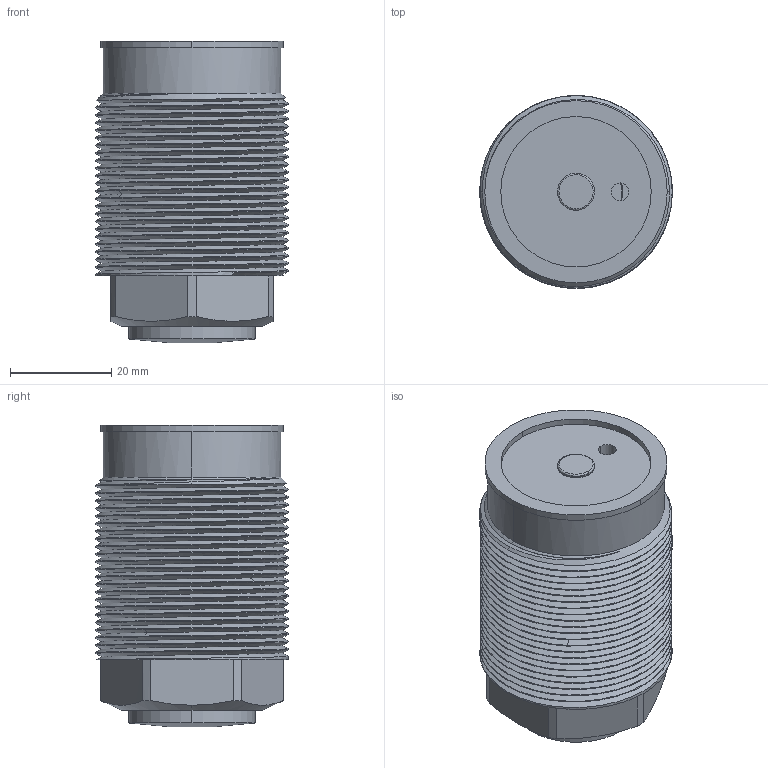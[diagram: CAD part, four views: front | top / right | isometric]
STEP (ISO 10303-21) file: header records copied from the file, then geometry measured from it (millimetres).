
FILE_DESCRIPTION (( 'STEP AP203' ), '1' );
FILE_NAME ('ctc-25a_asm.STEP', '2018-08-14T00:35:20', ( '' ), ( '' ), 'SwSTEP 2.0', 'SolidWorks 2015', '' );
FILE_SCHEMA (( 'CONFIG_CONTROL_DESIGN' ));
Length unit declared in the file: millimetre
Products named in the file (6): ctc-25a_asm; CTC-25HG; CTC-25AHSG; CTC-25BT; CTC-25DP; CTC-25MD
Assembly tree (5 placements, depth 2):
  ctc-25a_asm
    CTC-25BT
    CTC-25AHSG
    CTC-25HG
    CTC-25MD
    CTC-25DP
Bounding box: 38 x 38 x 59.53 mm (x, y, z)
Volume: 47808.6 mm3; surface area: 28935 mm2
Topology: 5 solids, 5 shells, 133 faces, 448 edges, 332 vertices
Faces by surface type: cylinder 85, plane 24, bspline 19, cone 5
Entity records: 13706 total; most frequent: CARTESIAN_POINT 9608, ORIENTED_EDGE 896, DIRECTION 494, EDGE_CURVE 448, VERTEX_POINT 332, B_SPLINE_CURVE_WITH_KNOTS 263, AXIS2_PLACEMENT_3D 191, EDGE_LOOP 148
